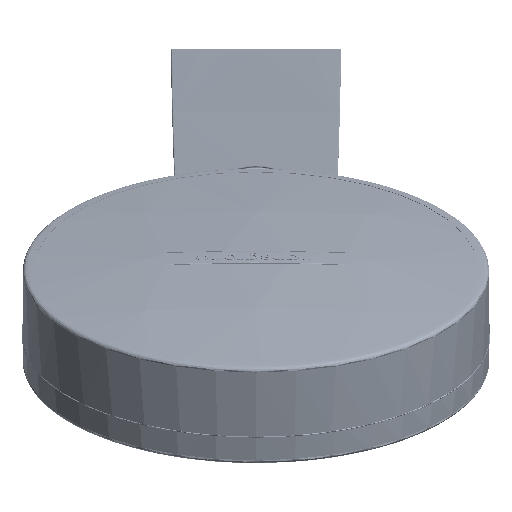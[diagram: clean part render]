
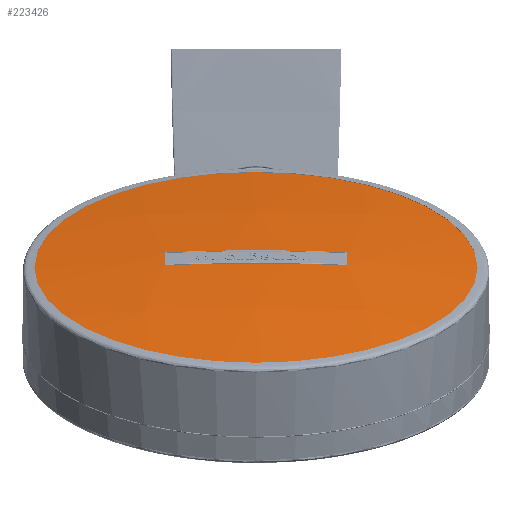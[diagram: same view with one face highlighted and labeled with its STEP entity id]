
A CAD part, left-side view. The second image highlights one B-rep face of the part: STEP entity #223426.
In plain terms, the highlighted free-form (B-spline) face has degree [4, 4] with [5, 5] control points.
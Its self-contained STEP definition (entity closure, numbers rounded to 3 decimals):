
#223036=CARTESIAN_POINT(' ',(-49.357,48.024,24.625));
#223041=CARTESIAN_POINT(' ',(-24.77,48.024,27.366));
#223046=CARTESIAN_POINT(' ',(0.019,48.024,28.287));
#223051=CARTESIAN_POINT(' ',(24.809,48.024,27.364));
#223056=CARTESIAN_POINT(' ',(49.395,48.024,24.621));
#223061=CARTESIAN_POINT(' ',(-49.643,24.08,27.191));
#223066=CARTESIAN_POINT(' ',(-24.914,24.08,29.948));
#223071=CARTESIAN_POINT(' ',(0.019,24.08,30.874));
#223076=CARTESIAN_POINT(' ',(24.953,24.08,29.946));
#223081=CARTESIAN_POINT(' ',(49.681,24.08,27.187));
#223086=CARTESIAN_POINT(' ',(-49.739,-0.049,28.051));
#223091=CARTESIAN_POINT(' ',(-24.962,-0.049,30.814));
#223096=CARTESIAN_POINT(' ',(0.02,-0.049,31.742));
#223101=CARTESIAN_POINT(' ',(25.001,-0.049,30.812));
#223106=CARTESIAN_POINT(' ',(49.777,-0.049,28.047));
#223111=CARTESIAN_POINT(' ',(-49.642,-24.179,27.186));
#223116=CARTESIAN_POINT(' ',(-24.914,-24.179,29.943));
#223121=CARTESIAN_POINT(' ',(0.019,-24.179,30.869));
#223126=CARTESIAN_POINT(' ',(24.952,-24.179,29.941));
#223131=CARTESIAN_POINT(' ',(49.681,-24.179,27.181));
#223136=CARTESIAN_POINT(' ',(-49.355,-48.123,24.614));
#223141=CARTESIAN_POINT(' ',(-24.77,-48.123,27.356));
#223146=CARTESIAN_POINT(' ',(0.019,-48.123,28.277));
#223151=CARTESIAN_POINT(' ',(24.808,-48.123,27.354));
#223156=CARTESIAN_POINT(' ',(49.394,-48.123,24.61));
#223161=B_SPLINE_SURFACE_WITH_KNOTS(' ',4,4,((#223036,#223041,#223046,#223051,#223056),(#223061,#223066,#223071,#223076,#223081),(#223086,#223091,#223096,#223101,#223106),(#223111,#223116,#223121,#223126,#223131),(#223136,#223141,#223146,#223151,#223156)),.UNSPECIFIED.,.F.,.F.,.U.,(5,5),(5,5),(0.,1.),(0.,1.),.UNSPECIFIED.);
#223166=CARTESIAN_POINT(' ',(0.,0.,27.401));
#223171=DIRECTION(' ',(0.,0.,1.));
#223176=DIRECTION(' ',(0.878,-0.479,0.));
#223181=AXIS2_PLACEMENT_3D(' ',#223166,#223171,#223176);
#223186=CIRCLE('',#223181,47.721);
#223191=CARTESIAN_POINT(' ',(41.879,-22.879,27.401));
#223192=VERTEX_POINT(' ',#223191);
#223196=CARTESIAN_POINT(' ',(-41.879,22.879,27.401));
#223197=VERTEX_POINT(' ',#223196);
#223201=EDGE_CURVE(' ',#223192,#223197,#223186,.T.);
#223206=ORIENTED_EDGE(' ',*,*,#223201,.T.);
#223211=CARTESIAN_POINT(' ',(0.,0.,27.401));
#223216=DIRECTION(' ',(0.,0.,1.));
#223221=DIRECTION(' ',(-0.878,0.479,0.));
#223226=AXIS2_PLACEMENT_3D(' ',#223211,#223216,#223221);
#223231=CIRCLE('',#223226,47.721);
#223236=EDGE_CURVE(' ',#223197,#223192,#223231,.T.);
#223241=ORIENTED_EDGE(' ',*,*,#223236,.T.);
#223246=EDGE_LOOP(' ',(#223206,#223241));
#223251=FACE_OUTER_BOUND(' ',#223246,.T.);
#223256=CARTESIAN_POINT(' ',(0.,-19.55,-418.006));
#223261=DIRECTION(' ',(0.,-1.,0.));
#223266=DIRECTION(' ',(0.007,0.,1.));
#223271=AXIS2_PLACEMENT_3D(' ',#223256,#223261,#223266);
#223276=CIRCLE('',#223271,447.529);
#223281=CARTESIAN_POINT(' ',(3.15,-19.55,29.512));
#223282=VERTEX_POINT(' ',#223281);
#223286=CARTESIAN_POINT(' ',(-3.15,-19.55,29.512));
#223287=VERTEX_POINT(' ',#223286);
#223291=EDGE_CURVE(' ',#223282,#223287,#223276,.T.);
#223296=ORIENTED_EDGE(' ',*,*,#223291,.T.);
#223301=CARTESIAN_POINT(' ',(-3.15,0.,-418.));
#223306=DIRECTION(' ',(-1.,0.,0.));
#223311=DIRECTION(' ',(0.,-0.044,0.999));
#223316=AXIS2_PLACEMENT_3D(' ',#223301,#223306,#223311);
#223321=CIRCLE('',#223316,447.939);
#223326=CARTESIAN_POINT(' ',(-3.15,19.55,29.512));
#223327=VERTEX_POINT(' ',#223326);
#223331=EDGE_CURVE(' ',#223287,#223327,#223321,.T.);
#223336=ORIENTED_EDGE(' ',*,*,#223331,.T.);
#223341=CARTESIAN_POINT(' ',(0.,19.55,-418.006));
#223346=DIRECTION(' ',(0.,1.,0.));
#223351=DIRECTION(' ',(-0.007,0.,1.));
#223356=AXIS2_PLACEMENT_3D(' ',#223341,#223346,#223351);
#223361=CIRCLE('',#223356,447.529);
#223366=CARTESIAN_POINT(' ',(3.15,19.55,29.512));
#223367=VERTEX_POINT(' ',#223366);
#223371=EDGE_CURVE(' ',#223327,#223367,#223361,.T.);
#223376=ORIENTED_EDGE(' ',*,*,#223371,.T.);
#223381=CARTESIAN_POINT(' ',(3.15,0.,-418.));
#223386=DIRECTION(' ',(1.,0.,0.));
#223391=DIRECTION(' ',(0.,0.044,0.999));
#223396=AXIS2_PLACEMENT_3D(' ',#223381,#223386,#223391);
#223401=CIRCLE('',#223396,447.939);
#223406=EDGE_CURVE(' ',#223367,#223282,#223401,.T.);
#223411=ORIENTED_EDGE(' ',*,*,#223406,.T.);
#223416=EDGE_LOOP(' ',(#223296,#223336,#223376,#223411));
#223421=FACE_BOUND(' ',#223416,.T.);
#223426=ADVANCED_FACE('',(#223251,#223421),#223161,.T.);
